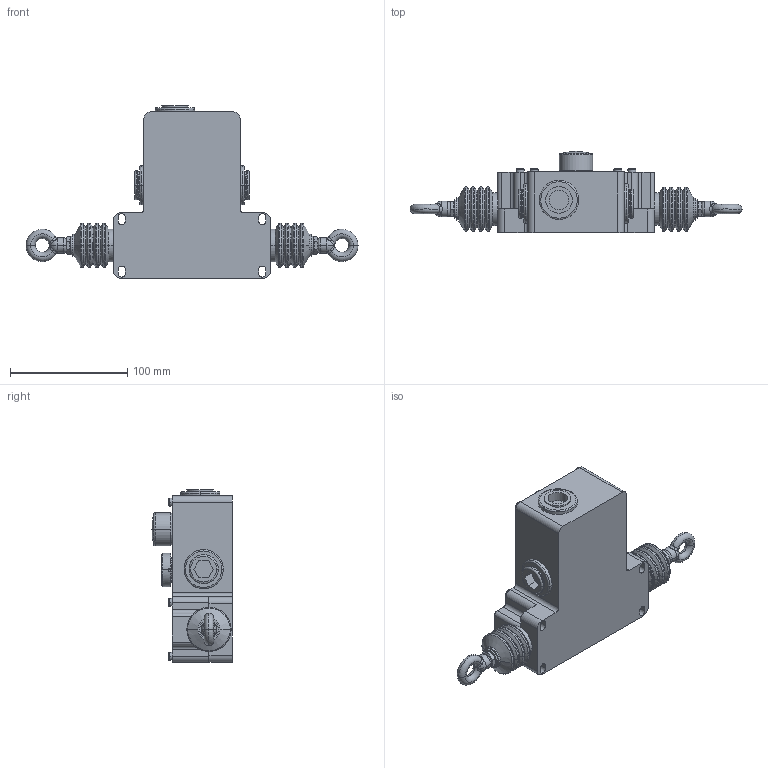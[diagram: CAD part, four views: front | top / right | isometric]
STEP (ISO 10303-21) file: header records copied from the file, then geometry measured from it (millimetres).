
FILE_DESCRIPTION(('STEP AP242'),'1');
FILE_NAME('xy2ceda196.stp','2021-05-16T23:48:43',('TraceParts'),('TraceParts S.A.'),'Spatial InterOp 3D',' ',' ');
FILE_SCHEMA(('AP242_MANAGED_MODEL_BASED_3D_ENGINEERING_MIM_LF {1 0 10303 442 1 1 4}'));
Length unit declared in the file: millimetre
Products named in the file (1): xy2ceda196_1
Bounding box: 283.5 x 69.08 x 147.25 mm (x, y, z)
Volume: 802580.4 mm3; surface area: 84856.3 mm2
Topology: 2 solids, 3 shells, 562 faces, 1341 edges, 815 vertices
Faces by surface type: plane 167, torus 160, cylinder 117, cone 76, bspline 24, sphere 18
Entity records: 18950 total; most frequent: CARTESIAN_POINT 5698, DIRECTION 3007, ORIENTED_EDGE 2670, EDGE_CURVE 1335, AXIS2_PLACEMENT_3D 1262, VERTEX_POINT 815, CIRCLE 722, EDGE_LOOP 610
